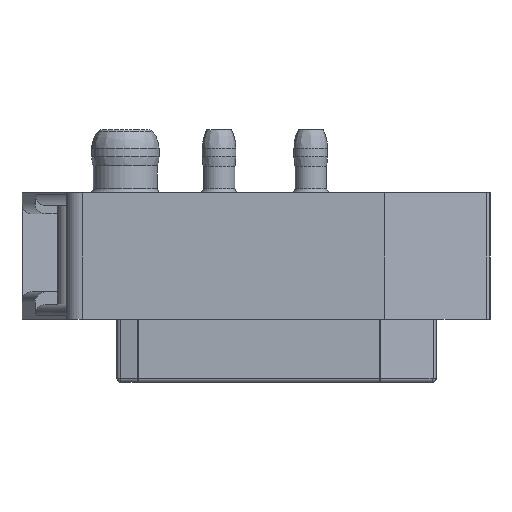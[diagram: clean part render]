
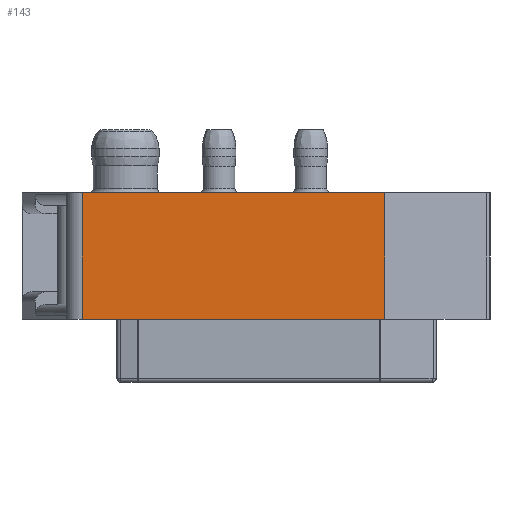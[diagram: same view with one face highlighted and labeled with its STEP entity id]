
A CAD part, left-side view. The second image highlights one B-rep face of the part: STEP entity #143.
In plain terms, the highlighted planar face has unit normal (-1, 0, 0).
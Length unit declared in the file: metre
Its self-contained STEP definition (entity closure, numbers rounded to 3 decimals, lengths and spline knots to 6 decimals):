
#143 = ADVANCED_FACE( '', ( #493 ), #494, .T. );
#493 = FACE_OUTER_BOUND( '', #1074, .T. );
#494 = PLANE( '', #1075 );
#1074 = EDGE_LOOP( '', ( #2578, #2579, #2580, #2581 ) );
#1075 = AXIS2_PLACEMENT_3D( '', #2582, #2583, #2584 );
#2578 = ORIENTED_EDGE( '', *, *, #4138, .T. );
#2579 = ORIENTED_EDGE( '', *, *, #4335, .T. );
#2580 = ORIENTED_EDGE( '', *, *, #4023, .T. );
#2581 = ORIENTED_EDGE( '', *, *, #4340, .F. );
#2582 = CARTESIAN_POINT( '', ( -0.0161, 0.021652, 0. ) );
#2583 = DIRECTION( '', ( -1., 0., 0. ) );
#2584 = DIRECTION( '', ( 0., 0., 1. ) );
#4023 = EDGE_CURVE( '', #4765, #4763, #4766, .T. );
#4138 = EDGE_CURVE( '', #4993, #4991, #4994, .T. );
#4335 = EDGE_CURVE( '', #4991, #4765, #5330, .T. );
#4340 = EDGE_CURVE( '', #4993, #4763, #5337, .T. );
#4763 = VERTEX_POINT( '', #5921 );
#4765 = VERTEX_POINT( '', #5924 );
#4766 = LINE( '', #5925, #5926 );
#4991 = VERTEX_POINT( '', #6218 );
#4993 = VERTEX_POINT( '', #6220 );
#4994 = LINE( '', #6221, #6222 );
#5330 = B_SPLINE_CURVE_WITH_KNOTS( '', 1, ( #6829, #6830 ), .UNSPECIFIED., .F., .F., ( 2, 2 ), ( 0., 1. ), .UNSPECIFIED. );
#5337 = LINE( '', #6861, #6862 );
#5921 = CARTESIAN_POINT( '', ( -0.0161, 0.0073, 0.004 ) );
#5924 = CARTESIAN_POINT( '', ( -0.0161, 0.021652, 0.004 ) );
#5925 = CARTESIAN_POINT( '', ( -0.0161, 0.021652, 0.004 ) );
#5926 = VECTOR( '', #7568, 1. );
#6218 = CARTESIAN_POINT( '', ( -0.0161, 0.021652, 0.01 ) );
#6220 = CARTESIAN_POINT( '', ( -0.0161, 0.0073, 0.01 ) );
#6221 = CARTESIAN_POINT( '', ( -0.0161, 0.021652, 0.01 ) );
#6222 = VECTOR( '', #7777, 1. );
#6829 = CARTESIAN_POINT( '', ( -0.0161, 0.021652, 0.01 ) );
#6830 = CARTESIAN_POINT( '', ( -0.0161, 0.021652, 0.004 ) );
#6861 = CARTESIAN_POINT( '', ( -0.0161, 0.0073, 0. ) );
#6862 = VECTOR( '', #8058, 1. );
#7568 = DIRECTION( '', ( 0., -1., 0. ) );
#7777 = DIRECTION( '', ( 0., 1., 0. ) );
#8058 = DIRECTION( '', ( 0., 0., -1. ) );
